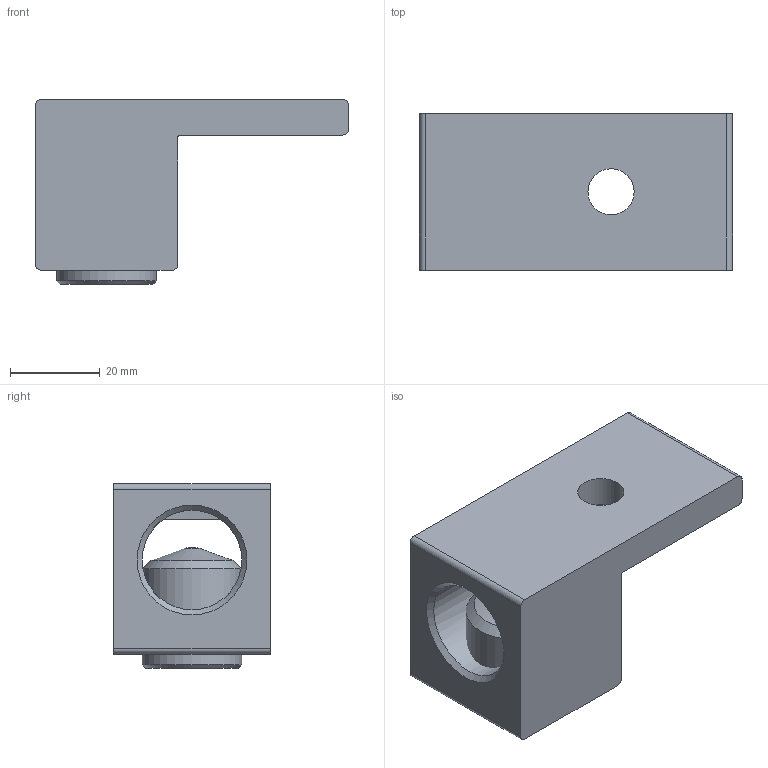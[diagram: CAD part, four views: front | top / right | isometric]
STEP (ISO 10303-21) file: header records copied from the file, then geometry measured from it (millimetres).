
FILE_DESCRIPTION(/* description */ (''),/* implementation_level */ '2;1');
FILE_NAME(/* name */ 'S500-41-107-Assembly.stp',/* time_stamp */ '2016-03-08T07:47:07-05:00',/* author */ ('tsmith'),/* organization */ (''),/* preprocessor_version */ 'ST-DEVELOPER v15.6',/* originating_system */ 'Autodesk Inventor 2015',/* authorisation */ '');
FILE_SCHEMA (('AUTOMOTIVE_DESIGN { 1 0 10303 214 3 1 1 }'));
Length unit declared in the file: inch
Products named in the file (3): S500-41-107; 14141; S500-41-107-Assembly
Assembly tree (2 placements, depth 2):
  S500-41-107-Assembly
    S500-41-107
    14141
Bounding box: 69.85 x 34.92 x 41.27 mm (x, y, z)
Volume: 43501.1 mm3; surface area: 15019.7 mm2
Topology: 2 solids, 2 shells, 41 faces, 103 edges, 68 vertices
Faces by surface type: plane 17, cylinder 13, cone 10, bspline 1
Full cylindrical faces by diameter (mm): 10.312 x1, 20.269 x1, 22.225 x2
Entity records: 1336 total; most frequent: CARTESIAN_POINT 362, DIRECTION 194, ORIENTED_EDGE 174, EDGE_CURVE 87, AXIS2_PLACEMENT_3D 77, VERTEX_POINT 63, EDGE_LOOP 60, FACE_OUTER_BOUND 41
